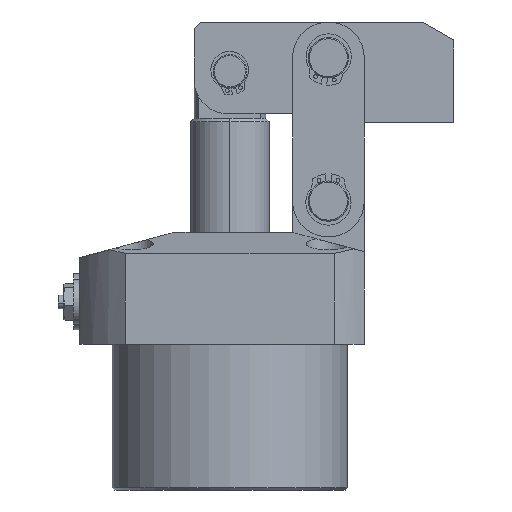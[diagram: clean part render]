
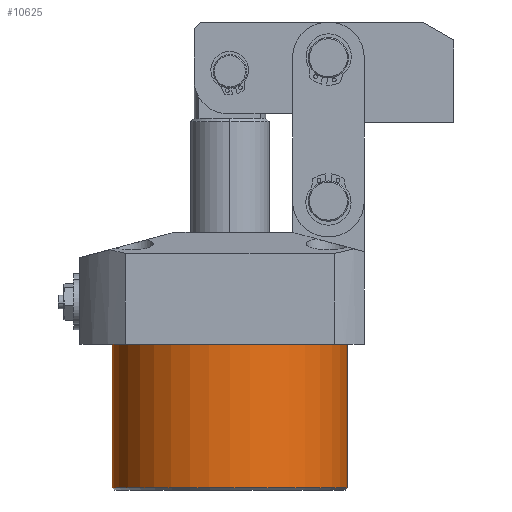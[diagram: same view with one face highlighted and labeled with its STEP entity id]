
A CAD part, front view. The second image highlights one B-rep face of the part: STEP entity #10625.
In plain terms, the highlighted cylindrical face has radius 52.5 mm (diameter 105 mm), a partial arc.
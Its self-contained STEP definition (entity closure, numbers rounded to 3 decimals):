
#10 = AXIS2_PLACEMENT_3D ( 'NONE', #11613, #11614, #11615 ) ;
#594 = VERTEX_POINT ( 'NONE', #7184 ) ;
#599 = VERTEX_POINT ( 'NONE', #7188 ) ;
#749 = VERTEX_POINT ( 'NONE', #7593 ) ;
#754 = VERTEX_POINT ( 'NONE', #7598 ) ;
#2135 = CARTESIAN_POINT ( 'NONE',  ( 52.5, 0., -65. ) ) ;
#2136 = DIRECTION ( 'NONE',  ( 0., 0., 1. ) ) ;
#2140 = CARTESIAN_POINT ( 'NONE',  ( -52.5, 0., -65. ) ) ;
#2141 = DIRECTION ( 'NONE',  ( 0., 0., 1. ) ) ;
#2356 = EDGE_CURVE ( 'NONE', #754, #749, #10513, .T. ) ;
#3349 = LINE ( 'NONE', #2140, #3376 ) ;
#3360 = LINE ( 'NONE', #2135, #3788 ) ;
#3376 = VECTOR ( 'NONE', #2141, 1000. ) ;
#3788 = VECTOR ( 'NONE', #2136, 1000. ) ;
#3983 = AXIS2_PLACEMENT_3D ( 'NONE', #7662, #7663, #7664 ) ;
#4114 = FACE_OUTER_BOUND ( 'NONE', #9716, .T. ) ;
#5009 = CIRCLE ( 'NONE', #10, 52.5 ) ;
#5527 = AXIS2_PLACEMENT_3D ( 'NONE', #10321, #10319, #10317 ) ;
#7184 = CARTESIAN_POINT ( 'NONE',  ( 52.5, 0., 0. ) ) ;
#7188 = CARTESIAN_POINT ( 'NONE',  ( -52.5, 0., 0. ) ) ;
#7593 = CARTESIAN_POINT ( 'NONE',  ( 52.5, 0., -64. ) ) ;
#7598 = CARTESIAN_POINT ( 'NONE',  ( -52.5, 0., -64. ) ) ;
#7662 = CARTESIAN_POINT ( 'NONE',  ( 0., 0., -64. ) ) ;
#7663 = DIRECTION ( 'NONE',  ( 0., 0., 1. ) ) ;
#7664 = DIRECTION ( 'NONE',  ( -1., 0., 0. ) ) ;
#8386 = EDGE_CURVE ( 'NONE', #754, #599, #3349, .T. ) ;
#8388 = EDGE_CURVE ( 'NONE', #749, #594, #3360, .T. ) ;
#9075 = EDGE_CURVE ( 'NONE', #594, #599, #5009, .T. ) ;
#9445 = ORIENTED_EDGE ( 'NONE', *, *, #9075, .T. ) ;
#9446 = ORIENTED_EDGE ( 'NONE', *, *, #8388, .T. ) ;
#9462 = ORIENTED_EDGE ( 'NONE', *, *, #8386, .F. ) ;
#9463 = ORIENTED_EDGE ( 'NONE', *, *, #2356, .T. ) ;
#9625 = CYLINDRICAL_SURFACE ( 'NONE', #5527, 52.5 ) ;
#9716 = EDGE_LOOP ( 'NONE', ( #9462, #9463, #9446, #9445 ) ) ;
#10317 = DIRECTION ( 'NONE',  ( 1., 0., 0. ) ) ;
#10319 = DIRECTION ( 'NONE',  ( 0., 0., 1. ) ) ;
#10321 = CARTESIAN_POINT ( 'NONE',  ( 0., 0., -65. ) ) ;
#10513 = CIRCLE ( 'NONE', #3983, 52.5 ) ;
#10625 = ADVANCED_FACE ( 'NONE', ( #4114 ), #9625, .T. ) ;
#11613 = CARTESIAN_POINT ( 'NONE',  ( 0., 0., 0. ) ) ;
#11614 = DIRECTION ( 'NONE',  ( 0., 0., -1. ) ) ;
#11615 = DIRECTION ( 'NONE',  ( 1., 0., 0. ) ) ;
